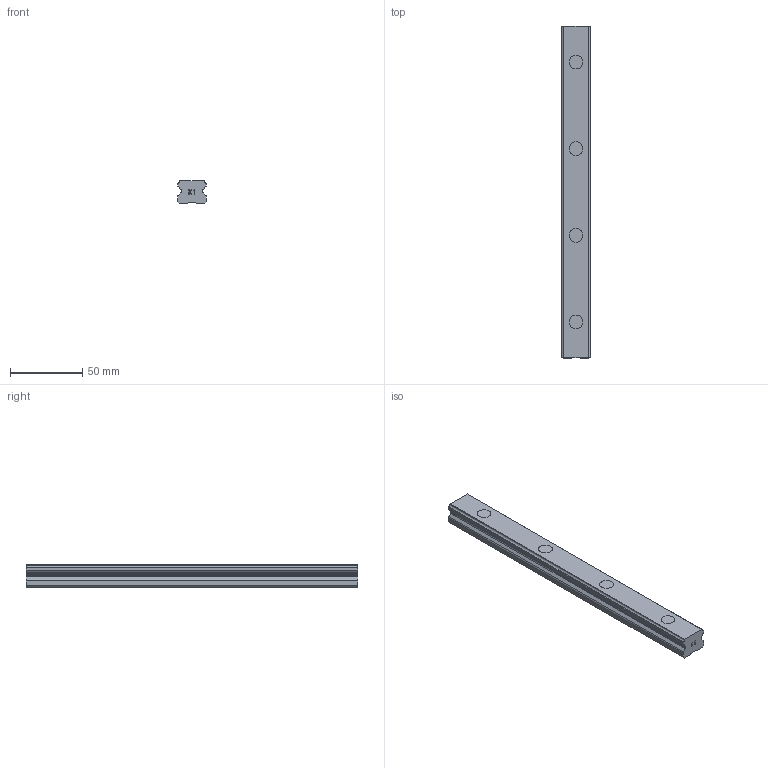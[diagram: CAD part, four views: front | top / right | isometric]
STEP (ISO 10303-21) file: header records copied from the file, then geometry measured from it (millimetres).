
FILE_DESCRIPTION(('STEP AP214'),'1');
FILE_NAME('cctmp_A628FF81-2F4E-4077-A51B-19FAAB560054_2021_02_04_10_09_17_0255..stp','2021-02-04T09:09:17',('HIWIN GmbH'),('CADClick - www.CADClick.com'),'Spatial InterOp 3D',' ','unknown authorization');
FILE_SCHEMA(('AUTOMOTIVE_DESIGN'));
Length unit declared in the file: millimetre
Products named in the file (1): EGR20R230C_FILE
Bounding box: 20 x 230 x 15.5 mm (x, y, z)
Volume: 61600.6 mm3; surface area: 18981.1 mm2
Topology: 1 solids, 1 shells, 151 faces, 395 edges, 258 vertices
Faces by surface type: plane 109, cylinder 42
Entity records: 5853 total; most frequent: CARTESIAN_POINT 805, DIRECTION 799, ORIENTED_EDGE 790, EDGE_CURVE 395, LINE 295, VECTOR 295, VERTEX_POINT 258, AXIS2_PLACEMENT_3D 252
